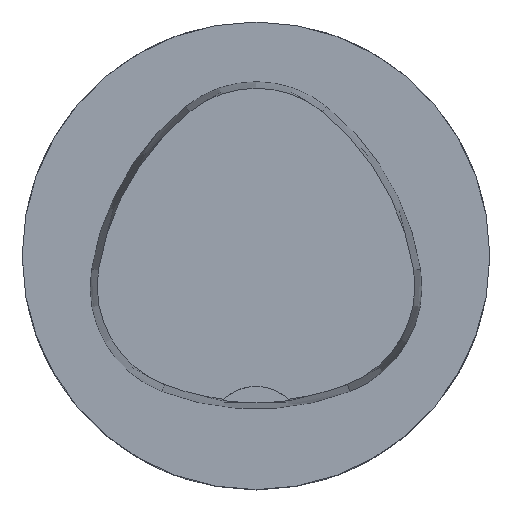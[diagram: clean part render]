
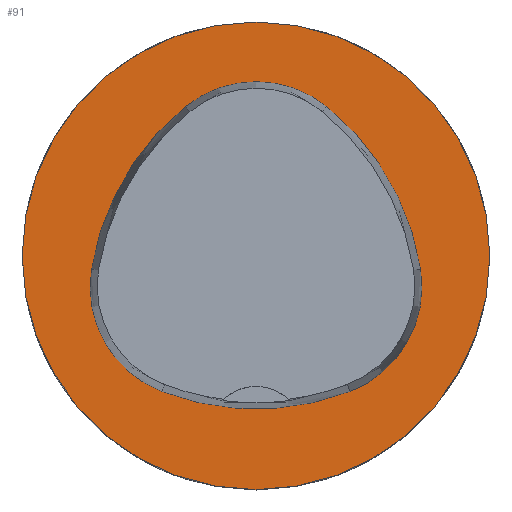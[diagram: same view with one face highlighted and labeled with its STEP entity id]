
A CAD part, top view. The second image highlights one B-rep face of the part: STEP entity #91.
In plain terms, the highlighted planar face has unit normal (0, 0, 1).
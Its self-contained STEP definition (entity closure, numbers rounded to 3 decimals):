
#36=PLANE('',#498);
#91=ADVANCED_FACE('',(#140,#141),#36,.T.);
#113=CIRCLE('',#469,25.);
#115=CIRCLE('',#476,28.);
#117=CIRCLE('',#479,12.);
#119=CIRCLE('',#482,28.);
#121=CIRCLE('',#485,12.);
#125=CIRCLE('',#490,28.);
#127=CIRCLE('',#493,12.);
#140=FACE_BOUND('',#161,.T.);
#141=FACE_BOUND('',#162,.T.);
#161=EDGE_LOOP('',(#246,#247,#248,#249,#250,#251));
#162=EDGE_LOOP('',(#252));
#246=ORIENTED_EDGE('',*,*,#373,.T.);
#247=ORIENTED_EDGE('',*,*,#353,.T.);
#248=ORIENTED_EDGE('',*,*,#357,.T.);
#249=ORIENTED_EDGE('',*,*,#360,.T.);
#250=ORIENTED_EDGE('',*,*,#363,.T.);
#251=ORIENTED_EDGE('',*,*,#371,.T.);
#252=ORIENTED_EDGE('',*,*,#343,.F.);
#306=VERTEX_POINT('',#687);
#316=VERTEX_POINT('',#708);
#317=VERTEX_POINT('',#709);
#320=VERTEX_POINT('',#717);
#322=VERTEX_POINT('',#723);
#324=VERTEX_POINT('',#729);
#331=VERTEX_POINT('',#750);
#343=EDGE_CURVE('',#306,#306,#113,.T.);
#353=EDGE_CURVE('',#316,#317,#115,.T.);
#357=EDGE_CURVE('',#317,#320,#117,.T.);
#360=EDGE_CURVE('',#320,#322,#119,.T.);
#363=EDGE_CURVE('',#322,#324,#121,.T.);
#371=EDGE_CURVE('',#324,#331,#125,.T.);
#373=EDGE_CURVE('',#331,#316,#127,.T.);
#469=AXIS2_PLACEMENT_3D('',#686,#541,#542);
#476=AXIS2_PLACEMENT_3D('',#707,#559,#560);
#479=AXIS2_PLACEMENT_3D('',#716,#567,#568);
#482=AXIS2_PLACEMENT_3D('',#722,#574,#575);
#485=AXIS2_PLACEMENT_3D('',#728,#581,#582);
#490=AXIS2_PLACEMENT_3D('',#751,#593,#594);
#493=AXIS2_PLACEMENT_3D('',#754,#599,#600);
#498=AXIS2_PLACEMENT_3D('',#759,#609,#610);
#541=DIRECTION('',(0.,0.,-1.));
#542=DIRECTION('',(-1.,0.,0.));
#559=DIRECTION('',(0.,0.,-1.));
#560=DIRECTION('',(-1.,0.,0.));
#567=DIRECTION('',(0.,0.,-1.));
#568=DIRECTION('',(-1.,0.,0.));
#574=DIRECTION('',(0.,0.,-1.));
#575=DIRECTION('',(-1.,0.,0.));
#581=DIRECTION('',(0.,0.,-1.));
#582=DIRECTION('',(-1.,0.,0.));
#593=DIRECTION('',(0.,0.,-1.));
#594=DIRECTION('',(-1.,0.,0.));
#599=DIRECTION('',(0.,0.,-1.));
#600=DIRECTION('',(-1.,0.,0.));
#609=DIRECTION('',(0.,0.,1.));
#610=DIRECTION('',(1.,0.,0.));
#686=CARTESIAN_POINT('',(0.,0.,0.));
#687=CARTESIAN_POINT('',(-25.,0.,0.));
#707=CARTESIAN_POINT('',(10.068,-5.824,0.));
#708=CARTESIAN_POINT('',(-17.584,-1.424,0.));
#709=CARTESIAN_POINT('',(-7.531,15.953,0.));
#716=CARTESIAN_POINT('',(0.011,6.62,0.));
#717=CARTESIAN_POINT('',(7.567,15.942,0.));
#722=CARTESIAN_POINT('',(-10.063,-5.81,0.));
#723=CARTESIAN_POINT('',(17.59,-1.418,0.));
#728=CARTESIAN_POINT('',(5.739,-3.3,0.));
#729=CARTESIAN_POINT('',(10.05,-14.499,0.));
#750=CARTESIAN_POINT('',(-10.025,-14.516,0.));
#751=CARTESIAN_POINT('',(-0.01,11.631,0.));
#754=CARTESIAN_POINT('',(-5.733,-3.31,0.));
#759=CARTESIAN_POINT('',(0.,0.,0.));
